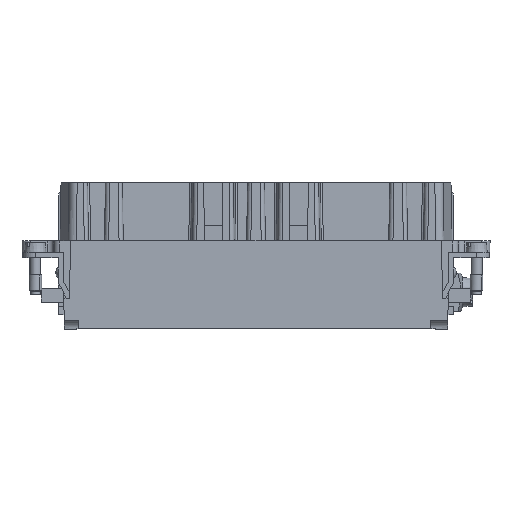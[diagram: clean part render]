
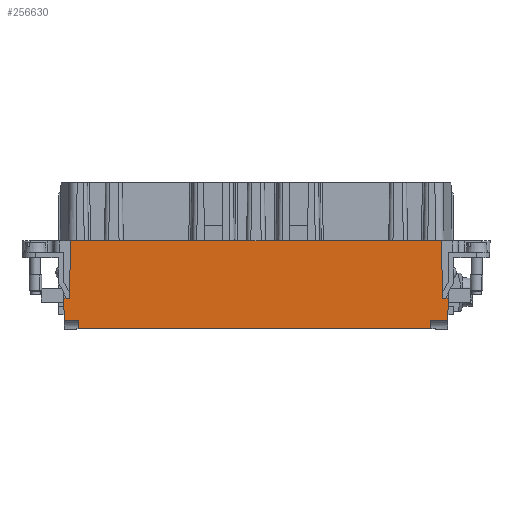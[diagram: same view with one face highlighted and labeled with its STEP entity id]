
A CAD part, left-side view. The second image highlights one B-rep face of the part: STEP entity #256630.
In plain terms, the highlighted face is planar.
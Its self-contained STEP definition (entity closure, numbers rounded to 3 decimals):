
#40690=CARTESIAN_POINT('',(66.913,17.15,
14.2));
#40700=VERTEX_POINT('',#40690);
#40730=CARTESIAN_POINT('',(11.339,17.15,
14.2));
#40740=DIRECTION('',(-1.,0.,0.));
#40750=VECTOR('',#40740,1.);
#40760=LINE('',#40730,#40750);
#40770=CARTESIAN_POINT('',(-20.515,17.15,
14.2));
#40780=VERTEX_POINT('',#40770);
#40790=EDGE_CURVE('',#40700,#40780,#40760,.T.);
#52900=CARTESIAN_POINT('',(68.406,17.15,
32.95));
#52910=VERTEX_POINT('',#52900);
#52940=CARTESIAN_POINT('',(68.728,17.15,14.5));
#52950=DIRECTION('',(-0.017,0.,
1.));
#52960=VECTOR('',#52950,1.);
#52970=LINE('',#52940,#52960);
#52980=CARTESIAN_POINT('',(68.497,17.15,
27.7));
#52990=VERTEX_POINT('',#52980);
#53000=EDGE_CURVE('',#52990,#52910,#52970,.T.);
#58810=CARTESIAN_POINT('',(67.149,17.15,
27.7));
#58820=VERTEX_POINT('',#58810);
#58850=CARTESIAN_POINT('',(66.918,17.15,14.5));
#58860=DIRECTION('',(-0.017,0.,
-1.));
#58870=VECTOR('',#58860,1.);
#58880=LINE('',#58850,#58870);
#58890=EDGE_CURVE('',#58820,#40700,#58880,.T.);
#85360=CARTESIAN_POINT('',(-22.099,17.15,
27.7));
#85370=VERTEX_POINT('',#85360);
#85800=CARTESIAN_POINT('',(-20.751,17.15,
27.7));
#85810=VERTEX_POINT('',#85800);
#85840=CARTESIAN_POINT('',(11.339,17.15,
27.7));
#85850=DIRECTION('',(-1.,0.,0.));
#85860=VECTOR('',#85850,1.);
#85870=LINE('',#85840,#85860);
#85880=EDGE_CURVE('',#85810,#85370,#85870,.T.);
#112690=CARTESIAN_POINT('',(-20.521,17.15,14.5));
#112700=DIRECTION('',(0.017,0.,
-1.));
#112710=VECTOR('',#112700,1.);
#112720=LINE('',#112690,#112710);
#112730=EDGE_CURVE('',#85810,#40780,#112720,.T.);
#223960=CARTESIAN_POINT('',(-18.701,17.15,
34.95));
#223970=VERTEX_POINT('',#223960);
#224000=CARTESIAN_POINT('',(11.339,17.15,
34.95));
#224010=DIRECTION('',(-1.,0.,0.));
#224020=VECTOR('',#224010,1.);
#224030=LINE('',#224000,#224020);
#224040=CARTESIAN_POINT('',(64.399,17.15,
34.95));
#224050=VERTEX_POINT('',#224040);
#224060=EDGE_CURVE('',#224050,#223970,#224030,.T.);
#226530=CARTESIAN_POINT('',(11.339,17.15,
32.95));
#226540=DIRECTION('',(1.,0.,0.));
#226550=VECTOR('',#226540,1.);
#226560=LINE('',#226530,#226550);
#226570=CARTESIAN_POINT('',(64.399,17.15,
32.95));
#226580=VERTEX_POINT('',#226570);
#226590=EDGE_CURVE('',#226580,#52910,#226560,.T.);
#232270=CARTESIAN_POINT('',(-18.701,17.15,
32.95));
#232280=VERTEX_POINT('',#232270);
#232310=CARTESIAN_POINT('',(-18.701,17.15,14.5));
#232320=DIRECTION('',(0.,0.,-1.));
#232330=VECTOR('',#232320,1.);
#232340=LINE('',#232310,#232330);
#232350=EDGE_CURVE('',#223970,#232280,#232340,.T.);
#245830=CARTESIAN_POINT('',(64.399,17.15,14.5));
#245840=DIRECTION('',(0.,0.,-1.));
#245850=VECTOR('',#245840,1.);
#245860=LINE('',#245830,#245850);
#245870=EDGE_CURVE('',#224050,#226580,#245860,.T.);
#256270=CARTESIAN_POINT('',(36.149,17.15,
31.75));
#256280=DIRECTION('',(0.,-1.,0.));
#256290=DIRECTION('',(0.,0.,1.));
#256300=AXIS2_PLACEMENT_3D('',#256270,#256280,#256290);
#256310=PLANE('',#256300);
#256320=CARTESIAN_POINT('',(11.339,17.15,
32.95));
#256330=DIRECTION('',(1.,0.,0.));
#256340=VECTOR('',#256330,1.);
#256350=LINE('',#256320,#256340);
#256360=CARTESIAN_POINT('',(-22.008,17.15,
32.95));
#256370=VERTEX_POINT('',#256360);
#256380=EDGE_CURVE('',#256370,#232280,#256350,.T.);
#256390=ORIENTED_EDGE('',*,*,#256380,.T.);
#256400=CARTESIAN_POINT('',(-22.33,17.15,14.5));
#256410=DIRECTION('',(0.017,0.,
1.));
#256420=VECTOR('',#256410,1.);
#256430=LINE('',#256400,#256420);
#256440=EDGE_CURVE('',#85370,#256370,#256430,.T.);
#256450=ORIENTED_EDGE('',*,*,#256440,.T.);
#256460=ORIENTED_EDGE('',*,*,#85880,.T.);
#256470=ORIENTED_EDGE('',*,*,#112730,.F.);
#256480=ORIENTED_EDGE('',*,*,#40790,.T.);
#256490=ORIENTED_EDGE('',*,*,#58890,.T.);
#256500=CARTESIAN_POINT('',(11.339,17.15,
27.7));
#256510=DIRECTION('',(-1.,0.,0.));
#256520=VECTOR('',#256510,1.);
#256530=LINE('',#256500,#256520);
#256540=EDGE_CURVE('',#52990,#58820,#256530,.T.);
#256550=ORIENTED_EDGE('',*,*,#256540,.T.);
#256560=ORIENTED_EDGE('',*,*,#53000,.F.);
#256570=ORIENTED_EDGE('',*,*,#226590,.T.);
#256580=ORIENTED_EDGE('',*,*,#245870,.T.);
#256590=ORIENTED_EDGE('',*,*,#224060,.F.);
#256600=ORIENTED_EDGE('',*,*,#232350,.F.);
#256610=EDGE_LOOP('',(#256600,#256590,#256580,#256570,#256560,#256550,
#256490,#256480,#256470,#256460,#256450,#256390));
#256620=FACE_OUTER_BOUND('',#256610,.T.);
#256630=ADVANCED_FACE('',(#256620),#256310,.F.);
